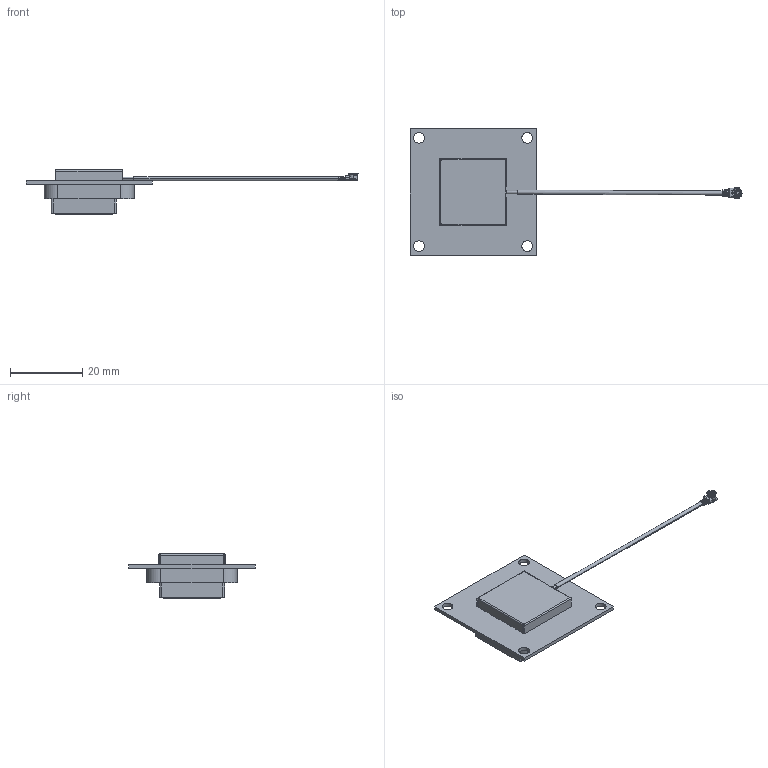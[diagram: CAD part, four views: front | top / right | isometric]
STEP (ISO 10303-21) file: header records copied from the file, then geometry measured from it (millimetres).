
FILE_DESCRIPTION (( 'STEP AP214' ), '1' );
FILE_NAME ('AGVLB.25B.07.0060A_Web.STEP', '2024-07-04T01:45:16', ( '' ), ( '' ), 'SwSTEP 2.0', 'SolidWorks 2022', '' );
FILE_SCHEMA (( 'AUTOMOTIVE_DESIGN' ));
Length unit declared in the file: millimetre
Products named in the file (1): AGVLB.25B.07.0060A_Web
Bounding box: 92.03 x 35 x 12.22 mm (x, y, z)
Surface area: 4889 mm2 (no closed solid volume)
Topology: 0 solids, 19 shells, 360 faces, 1680 edges, 1292 vertices
Faces by surface type: plane 203, cylinder 92, bspline 36, cone 18, torus 9, sphere 2
Entity records: 23783 total; most frequent: CARTESIAN_POINT 7500, ORIENTED_EDGE 2416, DIRECTION 2112, EDGE_CURVE 1674, VERTEX_POINT 1292, LINE 1018, VECTOR 1018, AXIS2_PLACEMENT_3D 547
